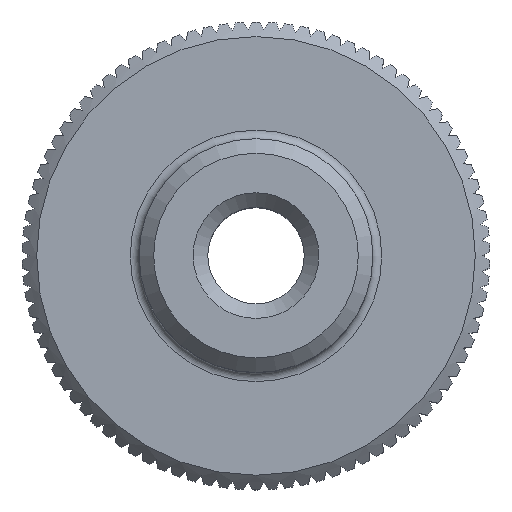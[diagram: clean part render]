
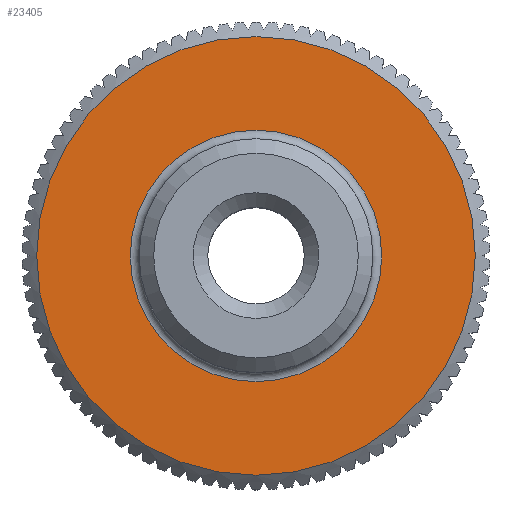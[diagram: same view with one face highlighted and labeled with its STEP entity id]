
A CAD part, top view. The second image highlights one B-rep face of the part: STEP entity #23405.
In plain terms, the highlighted planar face has unit normal (0, 0, 1).
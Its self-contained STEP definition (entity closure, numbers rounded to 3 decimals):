
#362 = TOROIDAL_SURFACE('',#363,4.3,0.3);
#363 = AXIS2_PLACEMENT_3D('',#364,#365,#366);
#364 = CARTESIAN_POINT('',(0.,0.,3.8));
#365 = DIRECTION('',(0.,0.,1.));
#366 = DIRECTION('',(1.,0.,0.));
#9133 = VERTEX_POINT('',#9134);
#9134 = CARTESIAN_POINT('',(4.3,0.,3.5));
#9154 = EDGE_CURVE('',#9133,#9133,#9155,.T.);
#9155 = SURFACE_CURVE('',#9156,(#9161,#9167),.PCURVE_S1.);
#9156 = CIRCLE('',#9157,4.3);
#9157 = AXIS2_PLACEMENT_3D('',#9158,#9159,#9160);
#9158 = CARTESIAN_POINT('',(0.,0.,3.5));
#9159 = DIRECTION('',(0.,0.,-1.));
#9160 = DIRECTION('',(1.,0.,0.));
#9161 = PCURVE('',#362,#9162);
#9162 = DEFINITIONAL_REPRESENTATION('',(#9163),#9166);
#9163 = B_SPLINE_CURVE_WITH_KNOTS('',1,(#9164,#9165),.UNSPECIFIED.,.F.,
  .F.,(2,2),(0.,6.283),.PIECEWISE_BEZIER_KNOTS.);
#9164 = CARTESIAN_POINT('',(0.,4.712));
#9165 = CARTESIAN_POINT('',(-6.283,4.712));
#9166 = ( GEOMETRIC_REPRESENTATION_CONTEXT(2) 
PARAMETRIC_REPRESENTATION_CONTEXT() REPRESENTATION_CONTEXT('2D SPACE',''
  ) );
#9167 = PCURVE('',#9168,#9173);
#9168 = PLANE('',#9169);
#9169 = AXIS2_PLACEMENT_3D('',#9170,#9171,#9172);
#9170 = CARTESIAN_POINT('',(0.,0.,3.5));
#9171 = DIRECTION('',(0.,0.,-1.));
#9172 = DIRECTION('',(1.,0.,0.));
#9173 = DEFINITIONAL_REPRESENTATION('',(#9174),#9178);
#9174 = CIRCLE('',#9175,4.3);
#9175 = AXIS2_PLACEMENT_2D('',#9176,#9177);
#9176 = CARTESIAN_POINT('',(0.,0.));
#9177 = DIRECTION('',(1.,-0.));
#9178 = ( GEOMETRIC_REPRESENTATION_CONTEXT(2) 
PARAMETRIC_REPRESENTATION_CONTEXT() REPRESENTATION_CONTEXT('2D SPACE',''
  ) );
#9245 = CONICAL_SURFACE('',#9246,7.5,0.785);
#9246 = AXIS2_PLACEMENT_3D('',#9247,#9248,#9249);
#9247 = CARTESIAN_POINT('',(0.,0.,3.5));
#9248 = DIRECTION('',(0.,0.,-1.));
#9249 = DIRECTION('',(1.,0.,0.));
#23405 = ADVANCED_FACE('',(#23406,#23409),#9168,.F.);
#23406 = FACE_BOUND('',#23407,.T.);
#23407 = EDGE_LOOP('',(#23408));
#23408 = ORIENTED_EDGE('',*,*,#9154,.T.);
#23409 = FACE_BOUND('',#23410,.T.);
#23410 = EDGE_LOOP('',(#23411));
#23411 = ORIENTED_EDGE('',*,*,#23412,.F.);
#23412 = EDGE_CURVE('',#23413,#23413,#23415,.T.);
#23413 = VERTEX_POINT('',#23414);
#23414 = CARTESIAN_POINT('',(7.5,0.,3.5));
#23415 = SURFACE_CURVE('',#23416,(#23421,#23428),.PCURVE_S1.);
#23416 = CIRCLE('',#23417,7.5);
#23417 = AXIS2_PLACEMENT_3D('',#23418,#23419,#23420);
#23418 = CARTESIAN_POINT('',(0.,0.,3.5));
#23419 = DIRECTION('',(0.,0.,-1.));
#23420 = DIRECTION('',(1.,0.,0.));
#23421 = PCURVE('',#9168,#23422);
#23422 = DEFINITIONAL_REPRESENTATION('',(#23423),#23427);
#23423 = CIRCLE('',#23424,7.5);
#23424 = AXIS2_PLACEMENT_2D('',#23425,#23426);
#23425 = CARTESIAN_POINT('',(0.,0.));
#23426 = DIRECTION('',(1.,-0.));
#23427 = ( GEOMETRIC_REPRESENTATION_CONTEXT(2) 
PARAMETRIC_REPRESENTATION_CONTEXT() REPRESENTATION_CONTEXT('2D SPACE',''
  ) );
#23428 = PCURVE('',#9245,#23429);
#23429 = DEFINITIONAL_REPRESENTATION('',(#23430),#23433);
#23430 = B_SPLINE_CURVE_WITH_KNOTS('',1,(#23431,#23432),.UNSPECIFIED.,
  .F.,.F.,(2,2),(0.,6.283),.PIECEWISE_BEZIER_KNOTS.);
#23431 = CARTESIAN_POINT('',(0.,0.));
#23432 = CARTESIAN_POINT('',(6.283,0.));
#23433 = ( GEOMETRIC_REPRESENTATION_CONTEXT(2) 
PARAMETRIC_REPRESENTATION_CONTEXT() REPRESENTATION_CONTEXT('2D SPACE',''
  ) );
